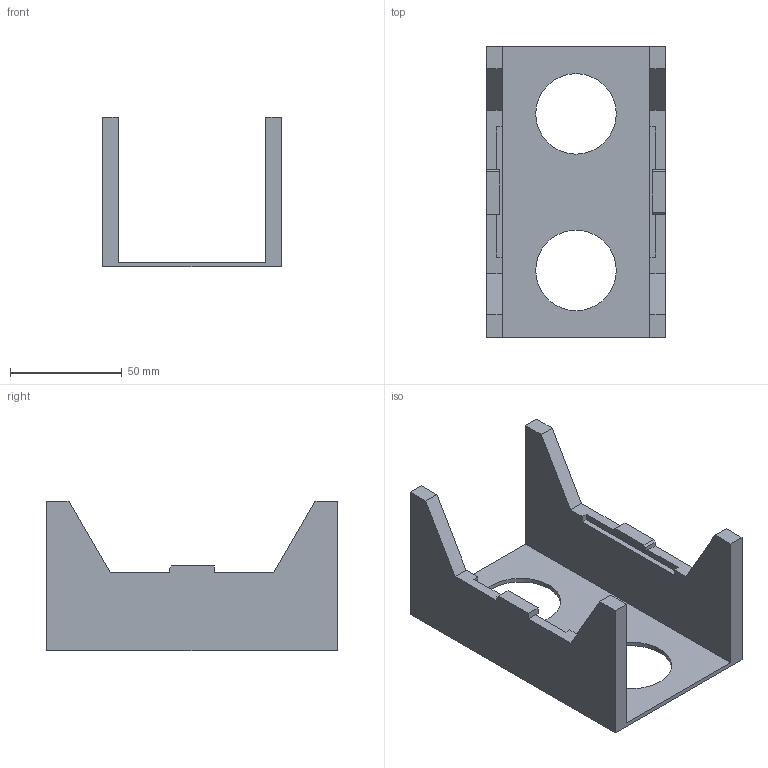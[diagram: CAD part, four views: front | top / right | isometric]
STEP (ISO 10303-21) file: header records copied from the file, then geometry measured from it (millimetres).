
FILE_DESCRIPTION (( 'STEP AP214' ), '1' );
FILE_NAME ('lop1.STEP', '2025-07-09T12:52:22', ( '' ), ( '' ), 'SwSTEP 2.0', 'SolidWorks 2025', '' );
FILE_SCHEMA (( 'AUTOMOTIVE_DESIGN' ));
Length unit declared in the file: millimetre
Products named in the file (1): lop1
Bounding box: 80 x 130 x 67 mm (x, y, z)
Volume: 93863.4 mm3; surface area: 42891.5 mm2
Topology: 1 solids, 1 shells, 45 faces, 125 edges, 82 vertices
Faces by surface type: plane 41, cylinder 4
Entity records: 1446 total; most frequent: CARTESIAN_POINT 253, ORIENTED_EDGE 250, DIRECTION 225, EDGE_CURVE 125, VECTOR 117, LINE 117, VERTEX_POINT 82, AXIS2_PLACEMENT_3D 54
